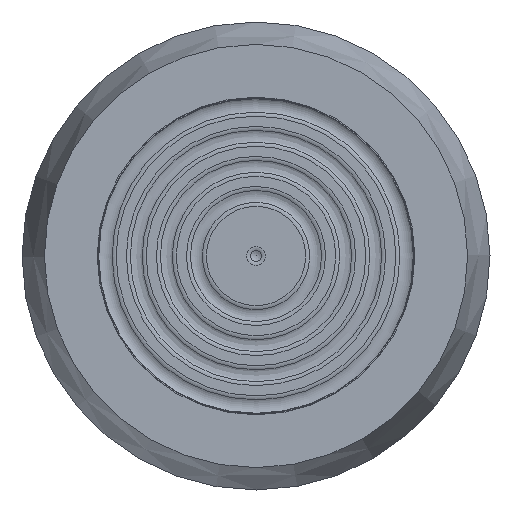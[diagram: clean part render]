
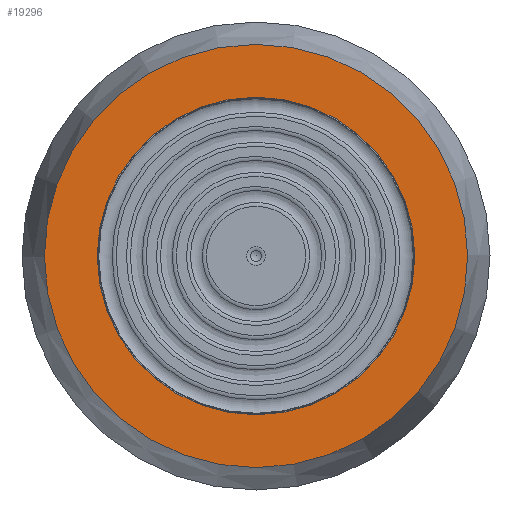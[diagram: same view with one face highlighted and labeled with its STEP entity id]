
A CAD part, left-side view. The second image highlights one B-rep face of the part: STEP entity #19296.
In plain terms, the highlighted planar face has unit normal (-1, 0, 0).
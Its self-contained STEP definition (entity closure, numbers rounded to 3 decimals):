
#242=FACE_BOUND('',#3180,.T.);
#934=PLANE('',#20586);
#2028=FACE_OUTER_BOUND('',#3179,.T.);
#3179=EDGE_LOOP('',(#17721));
#3180=EDGE_LOOP('',(#17722));
#3823=CIRCLE('',#20578,19.);
#3828=CIRCLE('',#20587,25.321);
#8976=VERTEX_POINT('',#61968);
#8979=VERTEX_POINT('',#61981);
#11900=EDGE_CURVE('',#8976,#8976,#3823,.T.);
#11906=EDGE_CURVE('',#8979,#8979,#3828,.T.);
#17721=ORIENTED_EDGE('',*,*,#11906,.F.);
#17722=ORIENTED_EDGE('',*,*,#11900,.T.);
#19296=ADVANCED_FACE('',(#2028,#242),#934,.T.);
#20578=AXIS2_PLACEMENT_3D('',#61969,#23872,#23873);
#20586=AXIS2_PLACEMENT_3D('',#61980,#23889,#23890);
#20587=AXIS2_PLACEMENT_3D('',#61982,#23891,#23892);
#23872=DIRECTION('center_axis',(1.,0.,0.));
#23873=DIRECTION('ref_axis',(0.,1.,0.));
#23889=DIRECTION('center_axis',(-1.,0.,0.));
#23890=DIRECTION('ref_axis',(0.,0.,1.));
#23891=DIRECTION('center_axis',(1.,0.,0.));
#23892=DIRECTION('ref_axis',(0.,0.,-1.));
#61968=CARTESIAN_POINT('',(-37.,-19.,0.));
#61969=CARTESIAN_POINT('Origin',(-37.,0.,0.));
#61980=CARTESIAN_POINT('Origin',(-37.,25.321,0.));
#61981=CARTESIAN_POINT('',(-37.,-25.321,0.));
#61982=CARTESIAN_POINT('Origin',(-37.,0.,0.));
